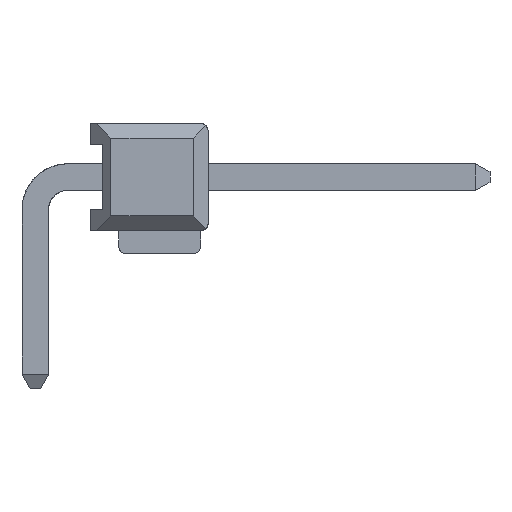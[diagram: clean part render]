
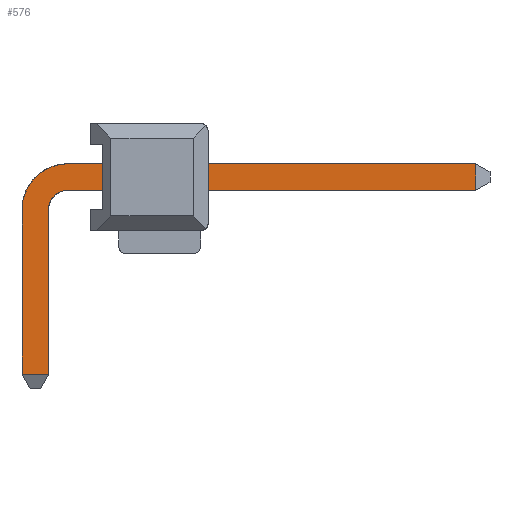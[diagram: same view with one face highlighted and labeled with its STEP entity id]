
A CAD part, left-side view. The second image highlights one B-rep face of the part: STEP entity #576.
In plain terms, the highlighted planar face has unit normal (-1, -0.003, 0).
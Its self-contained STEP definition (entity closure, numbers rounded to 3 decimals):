
#576=ADVANCED_FACE('',(#846),#9389,.T.);
#846=FACE_OUTER_BOUND('',#1126,.T.);
#1126=EDGE_LOOP('',(#2336,#2337,#2338,#2339));
#2336=ORIENTED_EDGE('',*,*,#8402,.T.);
#2337=ORIENTED_EDGE('',*,*,#8403,.T.);
#2338=ORIENTED_EDGE('',*,*,#8404,.T.);
#2339=ORIENTED_EDGE('',*,*,#8405,.T.);
#3692=PCURVE('',#9389,#5048);
#3693=PCURVE('',#9389,#5049);
#3694=PCURVE('',#9389,#5050);
#3695=PCURVE('',#9389,#5051);
#5048=DEFINITIONAL_REPRESENTATION('',(#8678),#16765);
#5049=DEFINITIONAL_REPRESENTATION('',(#8680),#16765);
#5050=DEFINITIONAL_REPRESENTATION('',(#8682),#16765);
#5051=DEFINITIONAL_REPRESENTATION('',(#8684),#16765);
#7696=SURFACE_CURVE('',#8677,(#3692),.PCURVE_S1.);
#7697=SURFACE_CURVE('',#8679,(#3693),.PCURVE_S1.);
#7698=SURFACE_CURVE('',#8681,(#3694),.PCURVE_S1.);
#7699=SURFACE_CURVE('',#8683,(#3695),.PCURVE_S1.);
#8402=EDGE_CURVE('',#9115,#9118,#7696,.T.);
#8403=EDGE_CURVE('',#9118,#9117,#7697,.T.);
#8404=EDGE_CURVE('',#9117,#9116,#7698,.T.);
#8405=EDGE_CURVE('',#9116,#9115,#7699,.T.);
#8677=(
BOUNDED_CURVE()
B_SPLINE_CURVE(2,(#15855,#15856,#15857),.UNSPECIFIED.,.F.,.F.)
B_SPLINE_CURVE_WITH_KNOTS((3,3),(-31.5,-30.87),
 .UNSPECIFIED.)
CURVE()
GEOMETRIC_REPRESENTATION_ITEM()
RATIONAL_B_SPLINE_CURVE((1.,1.,1.))
REPRESENTATION_ITEM('')
);
#8678=(
BOUNDED_CURVE()
B_SPLINE_CURVE(2,(#15858,#15859,#15860),.UNSPECIFIED.,.F.,.F.)
B_SPLINE_CURVE_WITH_KNOTS((3,3),(-31.5,-30.87),
 .UNSPECIFIED.)
CURVE()
GEOMETRIC_REPRESENTATION_ITEM()
RATIONAL_B_SPLINE_CURVE((1.,1.,1.))
REPRESENTATION_ITEM('')
);
#8679=(
BOUNDED_CURVE()
B_SPLINE_CURVE(2,(#15861,#15862,#15863,#15864,#15865,#15866,#15867),
 .UNSPECIFIED.,.F.,.F.)
B_SPLINE_CURVE_WITH_KNOTS((3,2,2,3),(-30.87,-23.432,
-21.728,-18.725),.UNSPECIFIED.)
CURVE()
GEOMETRIC_REPRESENTATION_ITEM()
RATIONAL_B_SPLINE_CURVE((1.,1.,1.,0.707,1.,1.,1.))
REPRESENTATION_ITEM('')
);
#8680=(
BOUNDED_CURVE()
B_SPLINE_CURVE(2,(#15868,#15869,#15870,#15871,#15872,#15873,#15874),
 .UNSPECIFIED.,.F.,.F.)
B_SPLINE_CURVE_WITH_KNOTS((3,2,2,3),(-30.87,-23.432,
-21.728,-18.725),.UNSPECIFIED.)
CURVE()
GEOMETRIC_REPRESENTATION_ITEM()
RATIONAL_B_SPLINE_CURVE((1.,1.,1.,0.707,1.,1.,1.))
REPRESENTATION_ITEM('')
);
#8681=(
BOUNDED_CURVE()
B_SPLINE_CURVE(2,(#15875,#15876,#15877),.UNSPECIFIED.,.F.,.F.)
B_SPLINE_CURVE_WITH_KNOTS((3,3),(-18.725,-18.095),
 .UNSPECIFIED.)
CURVE()
GEOMETRIC_REPRESENTATION_ITEM()
RATIONAL_B_SPLINE_CURVE((1.,1.,1.))
REPRESENTATION_ITEM('')
);
#8682=(
BOUNDED_CURVE()
B_SPLINE_CURVE(2,(#15878,#15879,#15880),.UNSPECIFIED.,.F.,.F.)
B_SPLINE_CURVE_WITH_KNOTS((3,3),(-18.725,-18.095),
 .UNSPECIFIED.)
CURVE()
GEOMETRIC_REPRESENTATION_ITEM()
RATIONAL_B_SPLINE_CURVE((1.,1.,1.))
REPRESENTATION_ITEM('')
);
#8683=(
BOUNDED_CURVE()
B_SPLINE_CURVE(2,(#15881,#15882,#15883,#15884,#15885,#15886,#15887),
 .UNSPECIFIED.,.F.,.F.)
B_SPLINE_CURVE_WITH_KNOTS((3,2,2,3),(-18.095,-15.093,
-14.378,-6.94),.UNSPECIFIED.)
CURVE()
GEOMETRIC_REPRESENTATION_ITEM()
RATIONAL_B_SPLINE_CURVE((1.,1.,1.,0.707,1.,1.,1.))
REPRESENTATION_ITEM('')
);
#8684=(
BOUNDED_CURVE()
B_SPLINE_CURVE(2,(#15888,#15889,#15890,#15891,#15892,#15893,#15894),
 .UNSPECIFIED.,.F.,.F.)
B_SPLINE_CURVE_WITH_KNOTS((3,2,2,3),(-18.095,-15.093,
-14.378,-6.94),.UNSPECIFIED.)
CURVE()
GEOMETRIC_REPRESENTATION_ITEM()
RATIONAL_B_SPLINE_CURVE((1.,1.,1.,0.707,1.,1.,1.))
REPRESENTATION_ITEM('')
);
#9115=VERTEX_POINT('',#15851);
#9116=VERTEX_POINT('',#15852);
#9117=VERTEX_POINT('',#15853);
#9118=VERTEX_POINT('',#15854);
#9389=PLANE('',#9679);
#9679=AXIS2_PLACEMENT_3D('',#15850,#9918,$);
#9918=DIRECTION('',(-1.,-0.003,0.));
#15850=CARTESIAN_POINT('',(-0.316,0.422,-2.91));
#15851=CARTESIAN_POINT('',(-0.288,-10.456,1.505));
#15852=CARTESIAN_POINT('',(-0.315,-0.316,-2.86));
#15853=CARTESIAN_POINT('',(-0.316,0.314,-2.86));
#15854=CARTESIAN_POINT('',(-0.288,-10.456,2.135));
#15855=CARTESIAN_POINT('',(-0.288,-10.456,1.505));
#15856=CARTESIAN_POINT('',(-0.288,-10.456,1.82));
#15857=CARTESIAN_POINT('',(-0.288,-10.456,2.135));
#15858=CARTESIAN_POINT('',(0.,0.));
#15859=CARTESIAN_POINT('',(0.,0.315));
#15860=CARTESIAN_POINT('',(0.,0.63));
#15861=CARTESIAN_POINT('',(-0.288,-10.456,2.135));
#15862=CARTESIAN_POINT('',(-0.3,-5.614,2.135));
#15863=CARTESIAN_POINT('',(-0.313,-0.771,2.135));
#15864=CARTESIAN_POINT('',(-0.316,0.314,2.135));
#15865=CARTESIAN_POINT('',(-0.316,0.314,1.05));
#15866=CARTESIAN_POINT('',(-0.316,0.314,-0.905));
#15867=CARTESIAN_POINT('',(-0.316,0.314,-2.86));
#15868=CARTESIAN_POINT('',(0.,0.63));
#15869=CARTESIAN_POINT('',(-4.843,0.63));
#15870=CARTESIAN_POINT('',(-9.686,0.63));
#15871=CARTESIAN_POINT('',(-10.771,0.63));
#15872=CARTESIAN_POINT('',(-10.771,-0.455));
#15873=CARTESIAN_POINT('',(-10.771,-2.41));
#15874=CARTESIAN_POINT('',(-10.771,-4.365));
#15875=CARTESIAN_POINT('',(-0.316,0.314,-2.86));
#15876=CARTESIAN_POINT('',(-0.315,-0.001,-2.86));
#15877=CARTESIAN_POINT('',(-0.315,-0.316,-2.86));
#15878=CARTESIAN_POINT('',(-10.771,-4.365));
#15879=CARTESIAN_POINT('',(-10.456,-4.365));
#15880=CARTESIAN_POINT('',(-10.141,-4.365));
#15881=CARTESIAN_POINT('',(-0.315,-0.316,-2.86));
#15882=CARTESIAN_POINT('',(-0.314,-0.316,-0.905));
#15883=CARTESIAN_POINT('',(-0.314,-0.316,1.05));
#15884=CARTESIAN_POINT('',(-0.314,-0.316,1.505));
#15885=CARTESIAN_POINT('',(-0.313,-0.771,1.505));
#15886=CARTESIAN_POINT('',(-0.3,-5.614,1.505));
#15887=CARTESIAN_POINT('',(-0.288,-10.456,1.505));
#15888=CARTESIAN_POINT('',(-10.141,-4.365));
#15889=CARTESIAN_POINT('',(-10.141,-2.41));
#15890=CARTESIAN_POINT('',(-10.141,-0.455));
#15891=CARTESIAN_POINT('',(-10.141,0.));
#15892=CARTESIAN_POINT('',(-9.686,0.));
#15893=CARTESIAN_POINT('',(-4.843,0.));
#15894=CARTESIAN_POINT('',(0.,0.));
#16765=(
GEOMETRIC_REPRESENTATION_CONTEXT(2)
PARAMETRIC_REPRESENTATION_CONTEXT()
REPRESENTATION_CONTEXT('pspace','')
);
